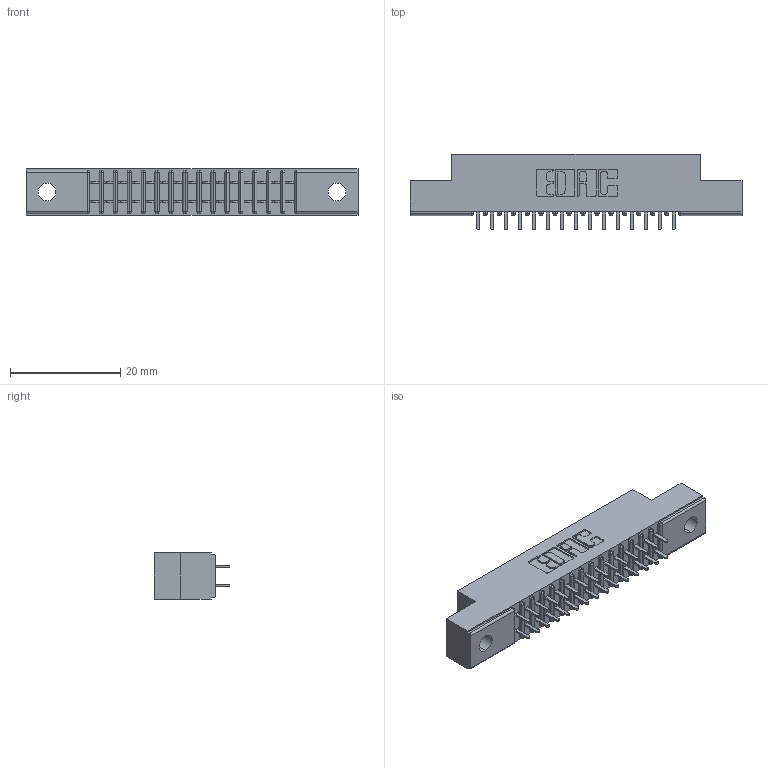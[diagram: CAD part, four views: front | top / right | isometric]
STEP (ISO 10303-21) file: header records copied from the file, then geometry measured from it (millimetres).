
FILE_DESCRIPTION (( 'STEP AP203' ), '1' );
FILE_NAME ('341-030-524-202.STEP', '2018-08-06T20:15:41', ( '' ), ( '' ), 'SwSTEP 2.0', 'SolidWorks 2016', '' );
FILE_SCHEMA (( 'CONFIG_CONTROL_DESIGN' ));
Length unit declared in the file: inch
Products named in the file (3): 341-030-524-202; 341 Part_.128 (3.25) Dia Mounting Holes; 341-292-001_341-292-124
Assembly tree (31 placements, depth 2):
  341-030-524-202
    341 Part_.128 (3.25) Dia Mounting Holes
    341-292-001_341-292-124  x30
Bounding box: 60.33 x 13.64 x 8.38 mm (x, y, z)
Volume: 3410.5 mm3; surface area: 6376.9 mm2
Topology: 31 solids, 31 shells, 2096 faces, 6061 edges, 3926 vertices
Faces by surface type: plane 1268, cylinder 768, sphere 32, torus 28
Entity records: 21752 total; most frequent: CARTESIAN_POINT 3617, ORIENTED_EDGE 3590, DIRECTION 3529, EDGE_CURVE 1795, LINE 1421, VECTOR 1421, VERTEX_POINT 1142, AXIS2_PLACEMENT_3D 1054
